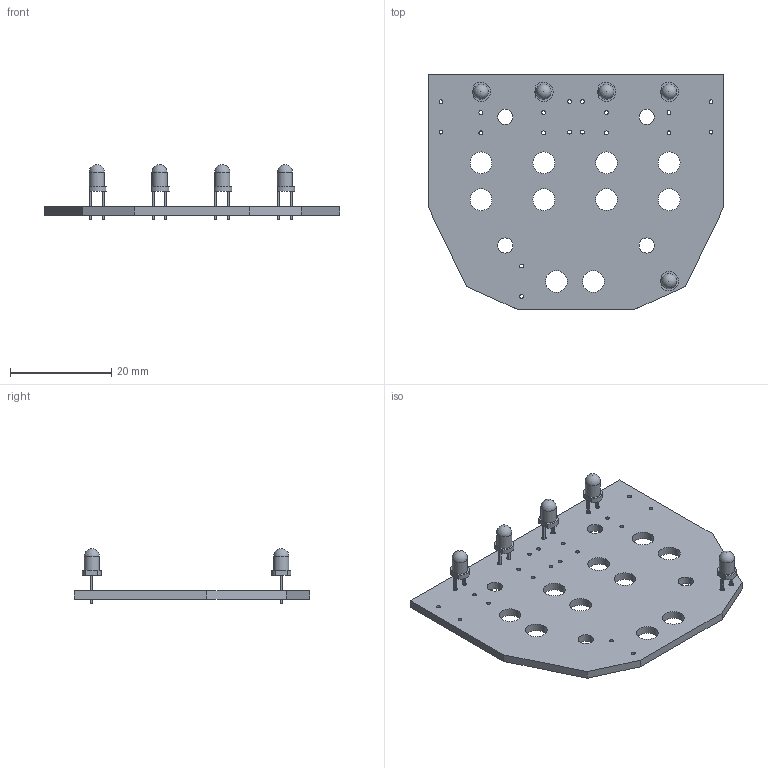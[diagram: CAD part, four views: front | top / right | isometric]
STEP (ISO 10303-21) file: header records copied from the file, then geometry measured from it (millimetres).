
FILE_DESCRIPTION(('KiCad electronic assembly'),'2;1');
FILE_NAME('ArmPowerBoard.step','2023-12-03T13:42:14',('Pcbnew'),('Kicad' ),'Open CASCADE STEP processor 7.7','KiCad to STEP converter', 'Unknown');
FILE_SCHEMA(('AUTOMOTIVE_DESIGN { 1 0 10303 214 1 1 1 1 }'));
Length unit declared in the file: millimetre
Products named in the file (4): ArmPowerBoard 1; LED_D3.0mm; SOLID; ArmPowerBoard PCB
Assembly tree (7 placements, depth 3):
  ArmPowerBoard 1
    LED_D3.0mm  x5
      SOLID
    ArmPowerBoard PCB
Bounding box: 58.42 x 46.54 x 10.8 mm (x, y, z)
Volume: 3866.7 mm3; surface area: 5704.9 mm2
Topology: 6 solids, 6 shells, 132 faces, 335 edges, 220 vertices
Faces by surface type: plane 75, cylinder 52, sphere 5
Full cylindrical faces by diameter (mm): 0.762 x18, 0.9 x10, 3 x9, 4.3 x10
Entity records: 5339 total; most frequent: CARTESIAN_POINT 1305, DIRECTION 720, LINE 383, VECTOR 383, ORIENTED_EDGE 376, PCURVE 376, DEFINITIONAL_REPRESENTATION 376, EDGE_CURVE 188
